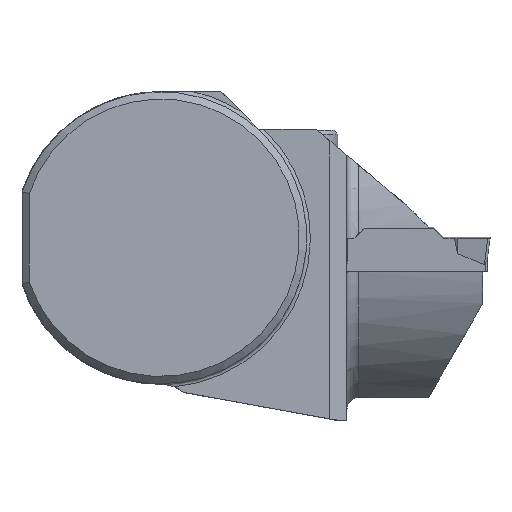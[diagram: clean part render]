
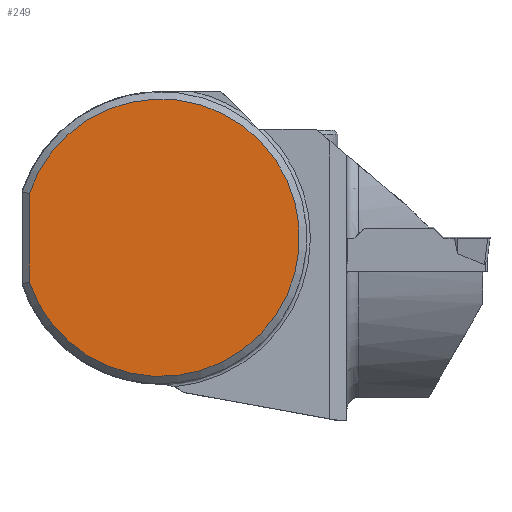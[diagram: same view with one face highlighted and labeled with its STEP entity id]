
A CAD part, top view. The second image highlights one B-rep face of the part: STEP entity #249.
In plain terms, the highlighted planar face has unit normal (0, 0, 1).
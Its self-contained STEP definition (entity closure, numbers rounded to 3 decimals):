
#141=FACE_OUTER_BOUND('',#380,.T.);
#218=CIRCLE('',#1660,19.);
#249=ADVANCED_FACE('',(#141),#321,.F.);
#321=PLANE('',#1661);
#380=EDGE_LOOP('',(#609,#610));
#609=ORIENTED_EDGE('',*,*,#1167,.F.);
#610=ORIENTED_EDGE('',*,*,#1168,.T.);
#1012=VERTEX_POINT('',#2453);
#1013=VERTEX_POINT('',#2454);
#1167=EDGE_CURVE('',#1012,#1013,#1336,.T.);
#1168=EDGE_CURVE('',#1012,#1013,#218,.T.);
#1336=LINE('',#2452,#1464);
#1464=VECTOR('',#1892,1.);
#1660=AXIS2_PLACEMENT_3D('',#2455,#1893,#1894);
#1661=AXIS2_PLACEMENT_3D('',#2456,#1895,#1896);
#1892=DIRECTION('',(0.,1.,0.));
#1893=DIRECTION('',(0.,0.,1.));
#1894=DIRECTION('',(1.,0.,0.));
#1895=DIRECTION('',(0.,0.,-1.));
#1896=DIRECTION('',(1.,0.,0.));
#2452=CARTESIAN_POINT('',(-18.,0.,0.325));
#2453=CARTESIAN_POINT('',(-18.,-6.083,0.325));
#2454=CARTESIAN_POINT('',(-18.,6.083,0.325));
#2455=CARTESIAN_POINT('',(0.,0.,0.325));
#2456=CARTESIAN_POINT('',(0.,0.,0.325));
